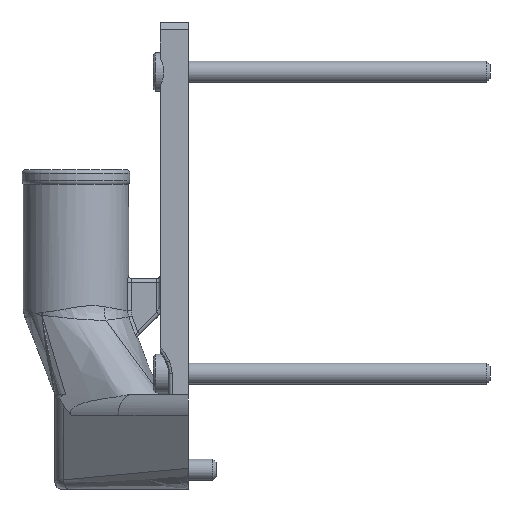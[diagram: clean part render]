
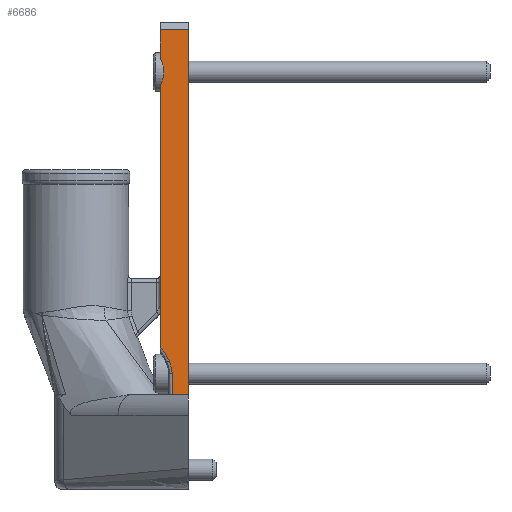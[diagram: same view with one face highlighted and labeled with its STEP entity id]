
A CAD part, left-side view. The second image highlights one B-rep face of the part: STEP entity #6686.
In plain terms, the highlighted planar face has unit normal (-1, 0, 0).
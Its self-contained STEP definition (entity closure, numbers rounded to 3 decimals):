
#139=(
BOUNDED_CURVE()
B_SPLINE_CURVE(2,(#10800,#10801,#10802),.UNSPECIFIED.,.F.,.F.)
B_SPLINE_CURVE_WITH_KNOTS((3,3),(0.212,0.424),
 .UNSPECIFIED.)
CURVE()
GEOMETRIC_REPRESENTATION_ITEM()
RATIONAL_B_SPLINE_CURVE((1.063,1.063,1.))
REPRESENTATION_ITEM('')
);
#140=(
BOUNDED_CURVE()
B_SPLINE_CURVE(2,(#10803,#10804,#10805),.UNSPECIFIED.,.F.,.F.)
B_SPLINE_CURVE_WITH_KNOTS((3,3),(0.,0.212),.UNSPECIFIED.)
CURVE()
GEOMETRIC_REPRESENTATION_ITEM()
RATIONAL_B_SPLINE_CURVE((1.,1.063,1.063))
REPRESENTATION_ITEM('')
);
#620=PLANE('',#7113);
#788=FACE_OUTER_BOUND('',#1201,.T.);
#1201=EDGE_LOOP('',(#4776,#4777,#4778,#4779,#4780,#4781,#4782,#4783,#4784,
#4785));
#1651=LINE('',#10490,#2122);
#1653=LINE('',#10645,#2124);
#1654=LINE('',#10649,#2125);
#1685=LINE('',#10795,#2156);
#1686=LINE('',#10797,#2157);
#1687=LINE('',#10798,#2158);
#2122=VECTOR('',#7833,10.);
#2124=VECTOR('',#7843,10.);
#2125=VECTOR('',#7846,10.);
#2156=VECTOR('',#7907,10.);
#2157=VECTOR('',#7908,10.);
#2158=VECTOR('',#7909,10.);
#2598=B_SPLINE_CURVE_WITH_KNOTS('',3,(#10542,#10543,#10544,#10545),
 .UNSPECIFIED.,.F.,.F.,(4,4),(0.,0.187),
 .UNSPECIFIED.);
#2600=B_SPLINE_CURVE_WITH_KNOTS('',3,(#10575,#10576,#10577,#10578),
 .UNSPECIFIED.,.F.,.F.,(4,4),(0.,0.242),
 .UNSPECIFIED.);
#2861=VERTEX_POINT('',#10486);
#2863=VERTEX_POINT('',#10489);
#2867=VERTEX_POINT('',#10535);
#2869=VERTEX_POINT('',#10574);
#2871=VERTEX_POINT('',#10644);
#2872=VERTEX_POINT('',#10646);
#2873=VERTEX_POINT('',#10648);
#2923=VERTEX_POINT('',#10794);
#2924=VERTEX_POINT('',#10796);
#2925=VERTEX_POINT('',#10799);
#3558=EDGE_CURVE('',#2861,#2863,#1651,.T.);
#3565=EDGE_CURVE('',#2863,#2867,#2598,.T.);
#3567=EDGE_CURVE('',#2867,#2869,#2600,.T.);
#3571=EDGE_CURVE('',#2869,#2871,#1653,.T.);
#3573=EDGE_CURVE('',#2872,#2873,#1654,.T.);
#3624=EDGE_CURVE('',#2923,#2861,#1685,.T.);
#3625=EDGE_CURVE('',#2924,#2923,#1686,.T.);
#3626=EDGE_CURVE('',#2924,#2873,#1687,.T.);
#3627=EDGE_CURVE('',#2925,#2872,#139,.T.);
#3628=EDGE_CURVE('',#2871,#2925,#140,.T.);
#4776=ORIENTED_EDGE('',*,*,#3567,.F.);
#4777=ORIENTED_EDGE('',*,*,#3565,.F.);
#4778=ORIENTED_EDGE('',*,*,#3558,.F.);
#4779=ORIENTED_EDGE('',*,*,#3624,.F.);
#4780=ORIENTED_EDGE('',*,*,#3625,.F.);
#4781=ORIENTED_EDGE('',*,*,#3626,.T.);
#4782=ORIENTED_EDGE('',*,*,#3573,.F.);
#4783=ORIENTED_EDGE('',*,*,#3627,.F.);
#4784=ORIENTED_EDGE('',*,*,#3628,.F.);
#4785=ORIENTED_EDGE('',*,*,#3571,.F.);
#6686=ADVANCED_FACE('',(#788),#620,.T.);
#7113=AXIS2_PLACEMENT_3D('',#10793,#7905,#7906);
#7833=DIRECTION('',(0.,0.,1.));
#7843=DIRECTION('',(0.,0.,1.));
#7846=DIRECTION('',(0.,0.,1.));
#7905=DIRECTION('center_axis',(-1.,0.,0.));
#7906=DIRECTION('ref_axis',(0.,0.,1.));
#7907=DIRECTION('',(0.,1.,0.));
#7908=DIRECTION('',(0.,0.,-1.));
#7909=DIRECTION('',(0.,1.,0.));
#10486=CARTESIAN_POINT('',(-22.,2.293,13.5));
#10489=CARTESIAN_POINT('',(-22.,2.293,16.5));
#10490=CARTESIAN_POINT('',(-22.,2.293,12.563));
#10535=CARTESIAN_POINT('',(-22.,2.73,18.304));
#10542=CARTESIAN_POINT('Ctrl Pts',(-22.,2.293,16.5));
#10543=CARTESIAN_POINT('Ctrl Pts',(-22.,2.293,17.124));
#10544=CARTESIAN_POINT('Ctrl Pts',(-22.,2.471,17.737));
#10545=CARTESIAN_POINT('Ctrl Pts',(-22.,2.73,18.304));
#10574=CARTESIAN_POINT('',(-22.,4.,20.355));
#10575=CARTESIAN_POINT('Ctrl Pts',(-22.,2.73,18.304));
#10576=CARTESIAN_POINT('Ctrl Pts',(-22.,3.066,19.036));
#10577=CARTESIAN_POINT('Ctrl Pts',(-22.,3.521,19.708));
#10578=CARTESIAN_POINT('Ctrl Pts',(-22.,4.,20.355));
#10644=CARTESIAN_POINT('',(-22.,4.,57.438));
#10645=CARTESIAN_POINT('',(-22.,4.,65.5));
#10646=CARTESIAN_POINT('',(-22.,4.,61.562));
#10648=CARTESIAN_POINT('',(-22.,4.,65.5));
#10649=CARTESIAN_POINT('',(-22.,4.,65.5));
#10793=CARTESIAN_POINT('Origin',(-22.,0.,13.5));
#10794=CARTESIAN_POINT('',(-22.,0.,13.5));
#10795=CARTESIAN_POINT('',(-22.,0.,13.5));
#10796=CARTESIAN_POINT('',(-22.,0.,65.5));
#10797=CARTESIAN_POINT('',(-22.,0.,65.5));
#10798=CARTESIAN_POINT('',(-22.,0.,65.5));
#10799=CARTESIAN_POINT('',(-22.,3.5,59.5));
#10800=CARTESIAN_POINT('Ctrl Pts',(-22.,3.5,59.5));
#10801=CARTESIAN_POINT('Ctrl Pts',(-22.,3.5,60.47));
#10802=CARTESIAN_POINT('Ctrl Pts',(-22.,4.,61.562));
#10803=CARTESIAN_POINT('Ctrl Pts',(-22.,4.,57.438));
#10804=CARTESIAN_POINT('Ctrl Pts',(-22.,3.5,58.53));
#10805=CARTESIAN_POINT('Ctrl Pts',(-22.,3.5,59.5));
